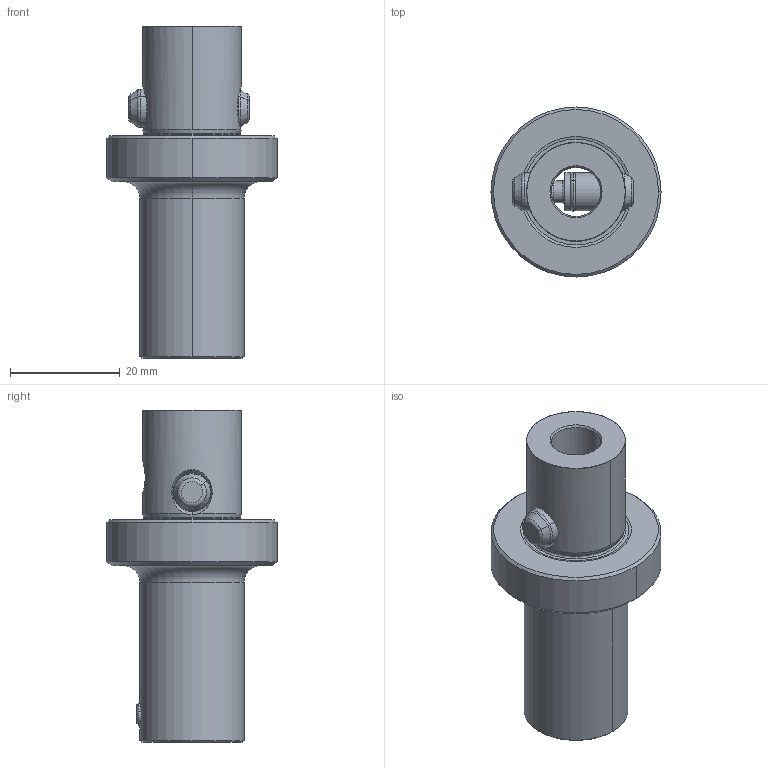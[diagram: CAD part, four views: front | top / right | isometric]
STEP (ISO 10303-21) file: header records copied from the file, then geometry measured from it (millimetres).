
FILE_DESCRIPTION(('no description'),'unknown implementation level');
FILE_NAME('60E4C8BC-1378-42C1-B83D-D0DA0B4E4F60_export.stp',' ',('CIMSOURCE GmbH'),('CADClick - KiM GmbH - www.kimweb.de'),'unknown preprocess','ACIS','unknown authorization');
FILE_SCHEMA(('automotive_design'));
Length unit declared in the file: millimetre
Products named in the file (4): 332.310 Kaiser CK3 X CK1 X 60|690.431 Kaiser ETL M4 X 5 CK1_Standard;NONE; 332.310 Kaiser CK3 X CK1 X 60|332.310 Kaiser CK3 X CK1 X 60_Standard;NONE; 332.310 Kaiser CK3 X CK1 X 60|691.503 Kaiser ETL �7 X 22K_Standard|692.272 O-Ring_Standard;NONE; 332.310 Kaiser CK3 X CK1 X 60|691.503 Kaiser ETL �7 X 22K_Standard|691.523 Mitnehmerbolzen_Standard;NONE
Bounding box: 31 x 31 x 60.5 mm (x, y, z)
Volume: 16462.5 mm3; surface area: 7718.9 mm2
Topology: 4 solids, 4 shells, 138 faces, 318 edges, 185 vertices
Faces by surface type: cone 40, plane 35, cylinder 34, torus 26, bspline 3
Entity records: 8515 total; most frequent: CARTESIAN_POINT 1627, DIRECTION 733, STYLED_ITEM 643, PRESENTATION_STYLE_ASSIGNMENT 643, COLOUR_RGB 643, ORIENTED_EDGE 632, EDGE_CURVE 316, CURVE_STYLE 316
